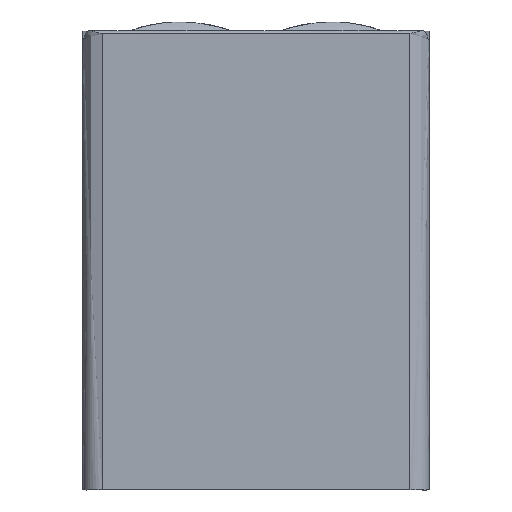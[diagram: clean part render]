
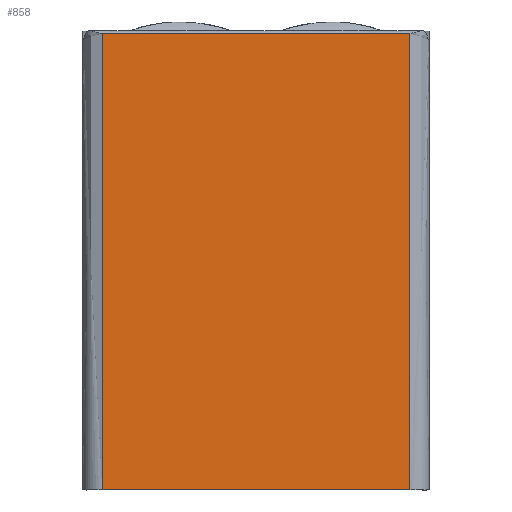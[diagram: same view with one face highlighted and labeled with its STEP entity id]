
A CAD part, front view. The second image highlights one B-rep face of the part: STEP entity #858.
In plain terms, the highlighted free-form (B-spline) face has degree [1, 1] with [2, 2] control points.
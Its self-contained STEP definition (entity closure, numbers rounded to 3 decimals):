
#22 = VERTEX_POINT('',#23);
#23 = CARTESIAN_POINT('',(-6.818,254.391,
    -21.037));
#54 = VERTEX_POINT('',#55);
#55 = CARTESIAN_POINT('',(6.818,254.391,-21.037
    ));
#61 = EDGE_CURVE('',#22,#54,#62,.T.);
#62 = B_SPLINE_CURVE_WITH_KNOTS('',1,(#63,#64),.UNSPECIFIED.,.F.,.F.,(2,
    2),(6.,101.251),.PIECEWISE_BEZIER_KNOTS.);
#63 = CARTESIAN_POINT('',(-6.818,254.391,
    -21.037));
#64 = CARTESIAN_POINT('',(6.818,254.391,-21.037
    ));
#312 = EDGE_CURVE('',#22,#313,#315,.T.);
#313 = VERTEX_POINT('',#314);
#314 = CARTESIAN_POINT('',(-6.818,254.391,
    -0.824));
#315 = B_SPLINE_CURVE_WITH_KNOTS('',1,(#316,#317),.UNSPECIFIED.,.F.,.F.,
  (2,2),(6.222,147.42),.PIECEWISE_BEZIER_KNOTS.);
#316 = CARTESIAN_POINT('',(-6.818,254.391,
    -21.037));
#317 = CARTESIAN_POINT('',(-6.818,254.391,
    -0.824));
#401 = EDGE_CURVE('',#54,#402,#404,.T.);
#402 = VERTEX_POINT('',#403);
#403 = CARTESIAN_POINT('',(6.818,254.391,
    -0.824));
#404 = B_SPLINE_CURVE_WITH_KNOTS('',1,(#405,#406),.UNSPECIFIED.,.F.,.F.,
  (2,2),(6.222,147.42),.PIECEWISE_BEZIER_KNOTS.);
#405 = CARTESIAN_POINT('',(6.818,254.391,
    -21.037));
#406 = CARTESIAN_POINT('',(6.818,254.391,
    -0.824));
#858 = ADVANCED_FACE('',(#859),#869,.T.);
#859 = FACE_BOUND('',#860,.T.);
#860 = EDGE_LOOP('',(#861,#862,#863,#864));
#861 = ORIENTED_EDGE('',*,*,#312,.F.);
#862 = ORIENTED_EDGE('',*,*,#61,.T.);
#863 = ORIENTED_EDGE('',*,*,#401,.T.);
#864 = ORIENTED_EDGE('',*,*,#865,.F.);
#865 = EDGE_CURVE('',#313,#402,#866,.T.);
#866 = B_SPLINE_CURVE_WITH_KNOTS('',1,(#867,#868),.UNSPECIFIED.,.F.,.F.,
  (2,2),(6.,101.251),.PIECEWISE_BEZIER_KNOTS.);
#867 = CARTESIAN_POINT('',(-6.818,254.391,
    -0.824));
#868 = CARTESIAN_POINT('',(6.818,254.391,
    -0.824));
#869 = B_SPLINE_SURFACE_WITH_KNOTS('',1,1,(
    (#870,#871)
    ,(#872,#873
    )),.UNSPECIFIED.,.F.,.F.,.F.,(2,2),(2,2),(-17.869,
    -0.754),(0.,11.545),.PIECEWISE_BEZIER_KNOTS.);
#870 = CARTESIAN_POINT('',(-6.818,254.391,
    -0.824));
#871 = CARTESIAN_POINT('',(6.818,254.391,
    -0.824));
#872 = CARTESIAN_POINT('',(-6.818,254.391,
    -21.037));
#873 = CARTESIAN_POINT('',(6.818,254.391,
    -21.037));
